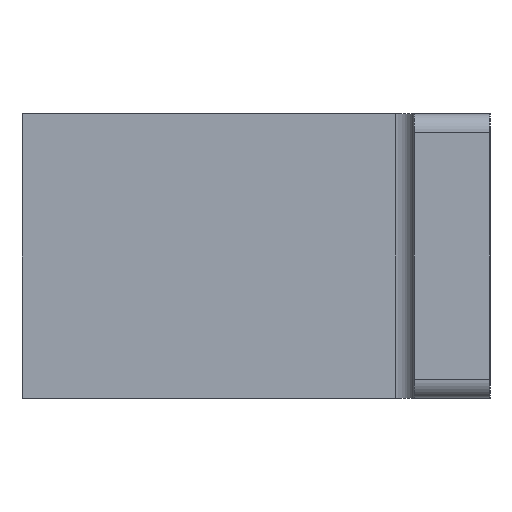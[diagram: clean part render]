
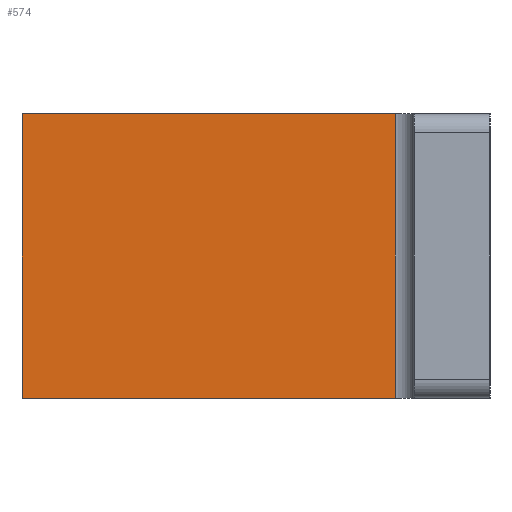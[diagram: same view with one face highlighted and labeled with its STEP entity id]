
A CAD part, left-side view. The second image highlights one B-rep face of the part: STEP entity #574.
In plain terms, the highlighted planar face has unit normal (-1, 0, 0).
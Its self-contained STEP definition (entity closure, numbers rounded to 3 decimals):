
#57 = CARTESIAN_POINT ( 'NONE',  ( 30., 10., 30. ) ) ;
#66 = LINE ( 'NONE', #752, #186 ) ;
#72 = EDGE_CURVE ( 'NONE', #570, #522, #66, .T. ) ;
#117 = DIRECTION ( 'NONE',  ( 0., -1., 0. ) ) ;
#161 = DIRECTION ( 'NONE',  ( 0., -1., 0. ) ) ;
#186 = VECTOR ( 'NONE', #614, 1000. ) ;
#188 = EDGE_CURVE ( 'NONE', #522, #999, #652, .T. ) ;
#197 = DIRECTION ( 'NONE',  ( -1., 0., 0. ) ) ;
#214 = CARTESIAN_POINT ( 'NONE',  ( 30., 10., 0. ) ) ;
#276 = ORIENTED_EDGE ( 'NONE', *, *, #188, .F. ) ;
#344 = DIRECTION ( 'NONE',  ( 0., -1., 0. ) ) ;
#404 = EDGE_CURVE ( 'NONE', #570, #970, #760, .T. ) ;
#420 = AXIS2_PLACEMENT_3D ( 'NONE', #511, #197, #117 ) ;
#430 = LINE ( 'NONE', #214, #778 ) ;
#448 = ORIENTED_EDGE ( 'NONE', *, *, #404, .T. ) ;
#477 = VECTOR ( 'NONE', #344, 1000. ) ;
#511 = CARTESIAN_POINT ( 'NONE',  ( 30., 49.309, 0. ) ) ;
#522 = VERTEX_POINT ( 'NONE', #576 ) ;
#529 = DIRECTION ( 'NONE',  ( 0., 0., 1. ) ) ;
#542 = CARTESIAN_POINT ( 'NONE',  ( 30., 10., 0. ) ) ;
#570 = VERTEX_POINT ( 'NONE', #961 ) ;
#573 = VECTOR ( 'NONE', #161, 1000. ) ;
#574 = ADVANCED_FACE ( 'NONE', ( #670 ), #746, .T. ) ;
#576 = CARTESIAN_POINT ( 'NONE',  ( 30., 49.309, 30. ) ) ;
#614 = DIRECTION ( 'NONE',  ( 0., 0., 1. ) ) ;
#652 = LINE ( 'NONE', #957, #477 ) ;
#670 = FACE_OUTER_BOUND ( 'NONE', #902, .T. ) ;
#746 = PLANE ( 'NONE',  #420 ) ;
#749 = EDGE_CURVE ( 'NONE', #970, #999, #430, .T. ) ;
#752 = CARTESIAN_POINT ( 'NONE',  ( 30., 49.309, 0. ) ) ;
#760 = LINE ( 'NONE', #912, #573 ) ;
#778 = VECTOR ( 'NONE', #529, 1000. ) ;
#796 = ORIENTED_EDGE ( 'NONE', *, *, #749, .T. ) ;
#902 = EDGE_LOOP ( 'NONE', ( #276, #980, #448, #796 ) ) ;
#912 = CARTESIAN_POINT ( 'NONE',  ( 30., 49.309, 0. ) ) ;
#957 = CARTESIAN_POINT ( 'NONE',  ( 30., 49.309, 30. ) ) ;
#961 = CARTESIAN_POINT ( 'NONE',  ( 30., 49.309, 0. ) ) ;
#970 = VERTEX_POINT ( 'NONE', #542 ) ;
#980 = ORIENTED_EDGE ( 'NONE', *, *, #72, .F. ) ;
#999 = VERTEX_POINT ( 'NONE', #57 ) ;
